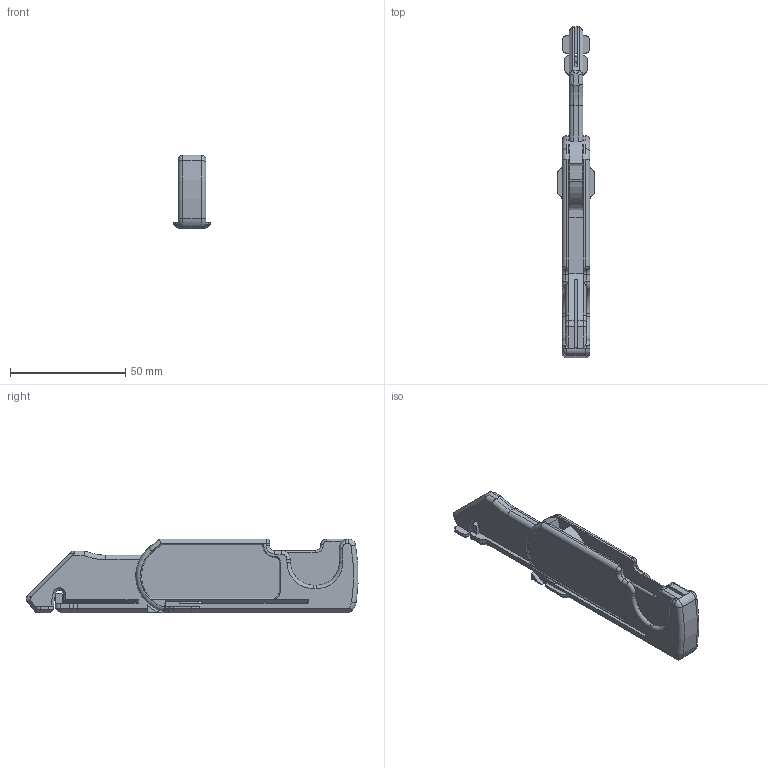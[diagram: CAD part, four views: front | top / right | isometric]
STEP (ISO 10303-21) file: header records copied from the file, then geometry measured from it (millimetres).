
FILE_DESCRIPTION(/* description */ (''),/* implementation_level */ '2;1');
FILE_NAME(/* name */ 'Folding Knife C8 inlays - body+head print in place.step',/* time_stamp */ '2025-10-22T07:57:49-06:00',/* author */ (''),/* organization */ (''),/* preprocessor_version */ 'ST-DEVELOPER v20.1',/* originating_system */ 'Autodesk Translation Framework v14.17.0.0',/* authorisation */ '');
FILE_SCHEMA (('AUTOMOTIVE_DESIGN { 1 0 10303 214 3 1 1 }'));
Length unit declared in the file: millimetre
Products named in the file (1): Pull Lever
Bounding box: 16 x 143.82 x 32 mm (x, y, z)
Volume: 28745.5 mm3; surface area: 20919.6 mm2
Topology: 2 solids, 2 shells, 312 faces, 825 edges, 514 vertices
Faces by surface type: plane 156, cylinder 86, cone 44, torus 22, bspline 4
Entity records: 9677 total; most frequent: CARTESIAN_POINT 1842, DIRECTION 1661, ORIENTED_EDGE 1634, EDGE_CURVE 817, AXIS2_PLACEMENT_3D 571, LINE 519, VECTOR 519, VERTEX_POINT 514
